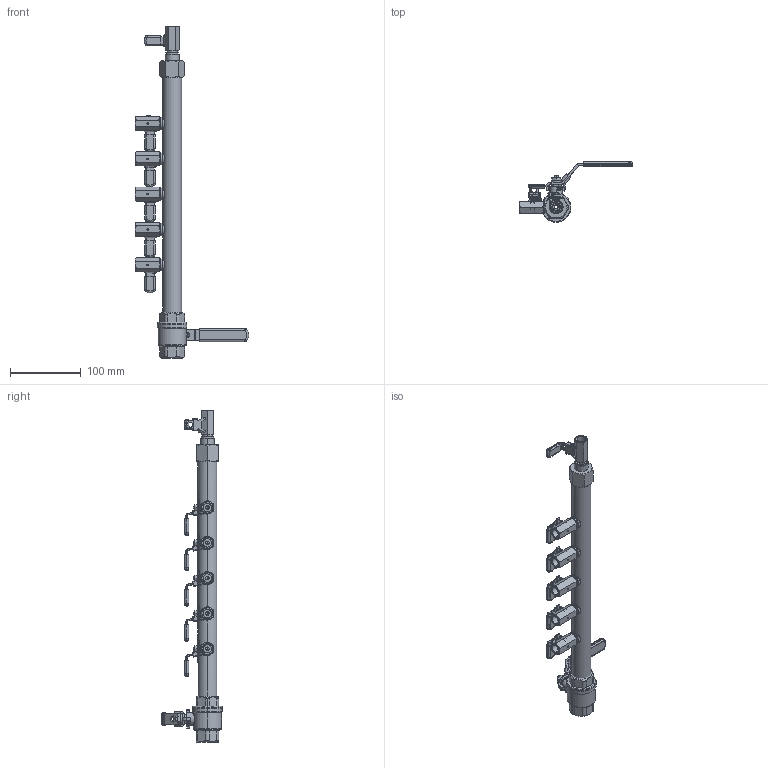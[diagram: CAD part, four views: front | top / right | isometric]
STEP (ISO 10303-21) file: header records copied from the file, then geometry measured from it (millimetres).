
FILE_DESCRIPTION (( 'STEP AP214' ), '1' );
FILE_NAME ('AH34RP5L-14RV2L AH34 Series 5 Way LH Air Manifold - Venting.STEP', '2024-10-28T19:17:30', ( '' ), ( '' ), 'SwSTEP 2.0', 'SolidWorks 2022', '' );
FILE_SCHEMA (( 'AUTOMOTIVE_DESIGN' ));
Length unit declared in the file: millimetre
Products named in the file (26): A2TL-HL Handle Cover; D1T-HL Valve Body_Venting; Manifold Adaptor; m8 Thin Nut; F-CAP; Lever; D1T-HL Handle Cover; m8 Nut; 5mm SS Washer; 5mm Nylon Washer; A2TL-HL Valve_A2TL-HL Closed; Lever A2TL-HL; AH34RP5L-14RV2L 5-Way LH Manifold; SLIDE_LOCK-A2TL-HL; D1T-HL Valve Body; D1T-HL red sleeve_Venting Iso; BACK_P; 5mm SS Lock Washer; A2TL-HL Body; AH34RP5L-14RV2L AH34 Series 5 Way LH Air Manifold - Venting; 8mm SS Lock Washer; White letter colouring block; m5 Nut; SLIDE_LOCK; STEM; D1T-HL red sleeve_D1T-HL Closed
Assembly tree (42 placements, depth 3):
  AH34RP5L-14RV2L AH34 Series 5 Way LH Air Manifold - Venting
    AH34RP5L-14RV2L 5-Way LH Manifold
    A2TL-HL Valve_A2TL-HL Closed
      A2TL-HL Body
      m8 Thin Nut
      Lever A2TL-HL
      8mm SS Lock Washer
      m8 Nut
      A2TL-HL Handle Cover
      SLIDE_LOCK-A2TL-HL
    Manifold Adaptor
    D1T-HL red sleeve_D1T-HL Closed
      D1T-HL Valve Body
      STEM
      BACK_P
      F-CAP
      SLIDE_LOCK
      Lever
      5mm Nylon Washer
      5mm SS Washer  x2
      5mm SS Lock Washer
      m5 Nut
      D1T-HL Handle Cover
      White letter colouring block
    D1T-HL red sleeve_Venting Iso  x5
      D1T-HL Valve Body_Venting
      STEM
      BACK_P
      F-CAP
      SLIDE_LOCK
      Lever
      5mm Nylon Washer
      5mm SS Washer
      5mm SS Lock Washer
      m5 Nut
      D1T-HL Handle Cover
      White letter colouring block
Bounding box: 160.61 x 85.6 x 470 mm (x, y, z)
Volume: 237347.7 mm3; surface area: 159935.2 mm2
Topology: 108 solids, 108 shells, 3937 faces, 9968 edges, 6351 vertices
Faces by surface type: plane 1755, cylinder 1008, bspline 682, torus 360, cone 116, sphere 16
Entity records: 64602 total; most frequent: CARTESIAN_POINT 29043, ORIENTED_EDGE 6978, DIRECTION 5888, EDGE_CURVE 3489, VERTEX_POINT 2201, AXIS2_PLACEMENT_3D 2093, LINE 1702, VECTOR 1702
